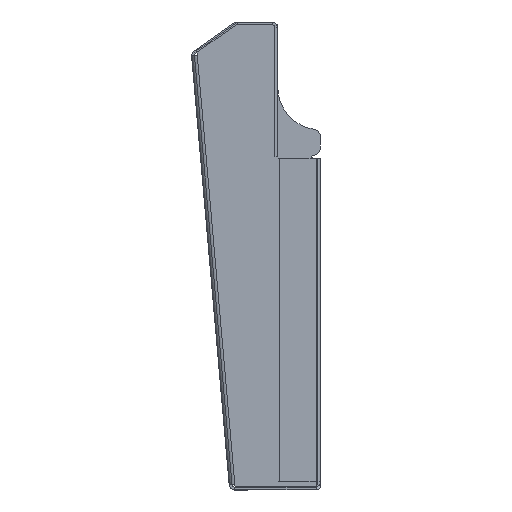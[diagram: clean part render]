
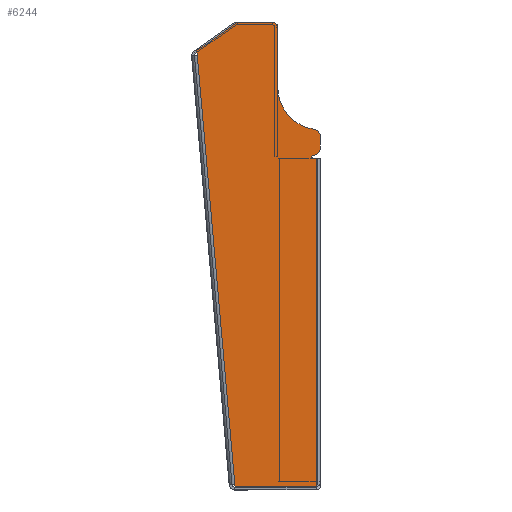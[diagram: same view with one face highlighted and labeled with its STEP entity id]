
A CAD part, left-side view. The second image highlights one B-rep face of the part: STEP entity #6244.
In plain terms, the highlighted planar face has unit normal (-1, 0, 0).
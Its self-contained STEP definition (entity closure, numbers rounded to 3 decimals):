
#39 = CARTESIAN_POINT ( 'NONE',  ( -255., 1.5, 49. ) ) ;
#85 = CARTESIAN_POINT ( 'NONE',  ( -255., 30.16, -66.087 ) ) ;
#156 = EDGE_CURVE ( 'NONE', #5652, #385, #1375, .T. ) ;
#228 = EDGE_CURVE ( 'NONE', #4467, #5652, #379, .T. ) ;
#319 = DIRECTION ( 'NONE',  ( 0., 0., -1. ) ) ;
#335 = EDGE_CURVE ( 'NONE', #4494, #3755, #5028, .T. ) ;
#379 = LINE ( 'NONE', #2314, #3510 ) ;
#385 = VERTEX_POINT ( 'NONE', #3143 ) ;
#532 = ORIENTED_EDGE ( 'NONE', *, *, #4145, .F. ) ;
#547 = LINE ( 'NONE', #3614, #5832 ) ;
#556 = CARTESIAN_POINT ( 'NONE',  ( -255., 35.669, -3.121 ) ) ;
#601 = AXIS2_PLACEMENT_3D ( 'NONE', #1992, #1500, #4411 ) ;
#635 = AXIS2_PLACEMENT_3D ( 'NONE', #4179, #6198, #2228 ) ;
#680 = VERTEX_POINT ( 'NONE', #4376 ) ;
#733 = CARTESIAN_POINT ( 'NONE',  ( -255., 0., 0. ) ) ;
#779 = ORIENTED_EDGE ( 'NONE', *, *, #4686, .T. ) ;
#861 = DIRECTION ( 'NONE',  ( -1., 0., 0. ) ) ;
#882 = CARTESIAN_POINT ( 'NONE',  ( -255., 30.086, -66.933 ) ) ;
#1033 = CARTESIAN_POINT ( 'NONE',  ( -255., 0., 52.5 ) ) ;
#1128 = CARTESIAN_POINT ( 'NONE',  ( -255., 0., 56.679 ) ) ;
#1186 = DIRECTION ( 'NONE',  ( -1., 0., 0. ) ) ;
#1219 = VECTOR ( 'NONE', #3110, 1000. ) ;
#1246 = VERTEX_POINT ( 'NONE', #1033 ) ;
#1256 = EDGE_CURVE ( 'NONE', #4154, #2448, #4979, .T. ) ;
#1291 = VERTEX_POINT ( 'NONE', #1128 ) ;
#1335 = VECTOR ( 'NONE', #319, 1000. ) ;
#1375 = LINE ( 'NONE', #5294, #1335 ) ;
#1383 = CIRCLE ( 'NONE', #2210, 2.5 ) ;
#1395 = EDGE_CURVE ( 'NONE', #5075, #4217, #4536, .T. ) ;
#1469 = DIRECTION ( 'NONE',  ( 0., 0., 1. ) ) ;
#1500 = DIRECTION ( 'NONE',  ( -1., 0., 0. ) ) ;
#1507 = ORIENTED_EDGE ( 'NONE', *, *, #228, .F. ) ;
#1630 = FACE_OUTER_BOUND ( 'NONE', #4407, .T. ) ;
#1631 = AXIS2_PLACEMENT_3D ( 'NONE', #5425, #5871, #3954 ) ;
#1648 = CARTESIAN_POINT ( 'NONE',  ( -255., 15., 74. ) ) ;
#1681 = ORIENTED_EDGE ( 'NONE', *, *, #2323, .T. ) ;
#1708 = VERTEX_POINT ( 'NONE', #4045 ) ;
#1748 = VECTOR ( 'NONE', #1469, 1000. ) ;
#1762 = DIRECTION ( 'NONE',  ( 0., 0., 1. ) ) ;
#1799 = LINE ( 'NONE', #3717, #2290 ) ;
#1804 = EDGE_CURVE ( 'NONE', #1708, #4015, #2063, .T. ) ;
#1884 = EDGE_CURVE ( 'NONE', #2135, #385, #5340, .T. ) ;
#1966 = VECTOR ( 'NONE', #2306, 1000. ) ;
#1992 = CARTESIAN_POINT ( 'NONE',  ( -255., 2.5, 56.679 ) ) ;
#2047 = AXIS2_PLACEMENT_3D ( 'NONE', #2307, #2852, #5288 ) ;
#2063 = LINE ( 'NONE', #5996, #2473 ) ;
#2135 = VERTEX_POINT ( 'NONE', #4106 ) ;
#2145 = CIRCLE ( 'NONE', #2047, 2.5 ) ;
#2210 = AXIS2_PLACEMENT_3D ( 'NONE', #3847, #861, #5738 ) ;
#2228 = DIRECTION ( 'NONE',  ( 0., 1., 0. ) ) ;
#2290 = VECTOR ( 'NONE', #2672, 1000. ) ;
#2306 = DIRECTION ( 'NONE',  ( 0., -1., 0. ) ) ;
#2307 = CARTESIAN_POINT ( 'NONE',  ( -255., 2.5, 52.5 ) ) ;
#2314 = CARTESIAN_POINT ( 'NONE',  ( -255., 0., 49. ) ) ;
#2323 = EDGE_CURVE ( 'NONE', #3755, #4015, #1383, .T. ) ;
#2346 = DIRECTION ( 'NONE',  ( 0., -1., 0. ) ) ;
#2446 = CARTESIAN_POINT ( 'NONE',  ( -255., 17.5, 97. ) ) ;
#2448 = VERTEX_POINT ( 'NONE', #3943 ) ;
#2473 = VECTOR ( 'NONE', #2724, 1000. ) ;
#2609 = EDGE_CURVE ( 'NONE', #1246, #1291, #5290, .T. ) ;
#2625 = VECTOR ( 'NONE', #1762, 1000. ) ;
#2657 = ORIENTED_EDGE ( 'NONE', *, *, #156, .F. ) ;
#2672 = DIRECTION ( 'NONE',  ( 0., -0.087, -0.996 ) ) ;
#2697 = DIRECTION ( 'NONE',  ( 0., 1., 0. ) ) ;
#2724 = DIRECTION ( 'NONE',  ( 0., -1., 0. ) ) ;
#2852 = DIRECTION ( 'NONE',  ( -1., 0., 0. ) ) ;
#2863 = ORIENTED_EDGE ( 'NONE', *, *, #1395, .F. ) ;
#2877 = ORIENTED_EDGE ( 'NONE', *, *, #3759, .T. ) ;
#2999 = VECTOR ( 'NONE', #6297, 1000. ) ;
#3110 = DIRECTION ( 'NONE',  ( 0., 0.087, 0.996 ) ) ;
#3142 = ORIENTED_EDGE ( 'NONE', *, *, #4833, .T. ) ;
#3143 = CARTESIAN_POINT ( 'NONE',  ( -255., 1.5, -66.933 ) ) ;
#3187 = AXIS2_PLACEMENT_3D ( 'NONE', #733, #5604, #2697 ) ;
#3334 = EDGE_CURVE ( 'NONE', #4217, #4467, #6192, .T. ) ;
#3478 = CARTESIAN_POINT ( 'NONE',  ( -255., 15., 0. ) ) ;
#3510 = VECTOR ( 'NONE', #2346, 1000. ) ;
#3552 = DIRECTION ( 'NONE',  ( 0., -0.819, 0.574 ) ) ;
#3560 = ORIENTED_EDGE ( 'NONE', *, *, #1256, .F. ) ;
#3595 = CARTESIAN_POINT ( 'NONE',  ( -255., 2.5, 49. ) ) ;
#3614 = CARTESIAN_POINT ( 'NONE',  ( -255., 43.545, 86.905 ) ) ;
#3717 = CARTESIAN_POINT ( 'NONE',  ( -255., 30.16, -66.087 ) ) ;
#3746 = CARTESIAN_POINT ( 'NONE',  ( -255., 2.5, 50. ) ) ;
#3755 = VERTEX_POINT ( 'NONE', #5611 ) ;
#3759 = EDGE_CURVE ( 'NONE', #4154, #2135, #1799, .T. ) ;
#3847 = CARTESIAN_POINT ( 'NONE',  ( -255., 17.5, 94.5 ) ) ;
#3943 = CARTESIAN_POINT ( 'NONE',  ( -255., 43.394, 85.18 ) ) ;
#3954 = DIRECTION ( 'NONE',  ( 0., -1., 0. ) ) ;
#4015 = VERTEX_POINT ( 'NONE', #2446 ) ;
#4045 = CARTESIAN_POINT ( 'NONE',  ( -255., 29.128, 97. ) ) ;
#4106 = CARTESIAN_POINT ( 'NONE',  ( -255., 30.086, -66.933 ) ) ;
#4145 = EDGE_CURVE ( 'NONE', #680, #1708, #547, .T. ) ;
#4154 = VERTEX_POINT ( 'NONE', #85 ) ;
#4159 = ORIENTED_EDGE ( 'NONE', *, *, #3334, .F. ) ;
#4179 = CARTESIAN_POINT ( 'NONE',  ( -255., 2.5, 49.5 ) ) ;
#4217 = VERTEX_POINT ( 'NONE', #5753 ) ;
#4316 = CARTESIAN_POINT ( 'NONE',  ( -255., 0., 88.976 ) ) ;
#4376 = CARTESIAN_POINT ( 'NONE',  ( -255., 43.545, 86.905 ) ) ;
#4407 = EDGE_LOOP ( 'NONE', ( #4447, #1681, #5900, #532, #4660, #3560, #2877, #5391, #2657, #1507, #4159, #2863, #5198, #5874, #3142, #779 ) ) ;
#4411 = DIRECTION ( 'NONE',  ( 0., -1., 0. ) ) ;
#4447 = ORIENTED_EDGE ( 'NONE', *, *, #335, .T. ) ;
#4467 = VERTEX_POINT ( 'NONE', #3595 ) ;
#4494 = VERTEX_POINT ( 'NONE', #1648 ) ;
#4499 = CARTESIAN_POINT ( 'NONE',  ( -255., 43.394, 85.18 ) ) ;
#4536 = CIRCLE ( 'NONE', #5569, 0.5 ) ;
#4660 = ORIENTED_EDGE ( 'NONE', *, *, #5410, .F. ) ;
#4686 = EDGE_CURVE ( 'NONE', #5774, #4494, #5646, .T. ) ;
#4828 = CIRCLE ( 'NONE', #601, 2.5 ) ;
#4833 = EDGE_CURVE ( 'NONE', #1291, #5774, #4828, .T. ) ;
#4979 = LINE ( 'NONE', #556, #2999 ) ;
#5028 = LINE ( 'NONE', #3478, #1748 ) ;
#5075 = VERTEX_POINT ( 'NONE', #3746 ) ;
#5086 = EDGE_CURVE ( 'NONE', #5075, #1246, #2145, .T. ) ;
#5154 = PLANE ( 'NONE',  #3187 ) ;
#5198 = ORIENTED_EDGE ( 'NONE', *, *, #5086, .T. ) ;
#5288 = DIRECTION ( 'NONE',  ( 0., -1., 0. ) ) ;
#5290 = LINE ( 'NONE', #4316, #2625 ) ;
#5294 = CARTESIAN_POINT ( 'NONE',  ( -255., 1.5, 49. ) ) ;
#5340 = LINE ( 'NONE', #882, #1966 ) ;
#5391 = ORIENTED_EDGE ( 'NONE', *, *, #1884, .T. ) ;
#5410 = EDGE_CURVE ( 'NONE', #2448, #680, #6011, .T. ) ;
#5425 = CARTESIAN_POINT ( 'NONE',  ( -255., 0., 74. ) ) ;
#5569 = AXIS2_PLACEMENT_3D ( 'NONE', #5586, #1186, #6001 ) ;
#5586 = CARTESIAN_POINT ( 'NONE',  ( -255., 2.5, 49.5 ) ) ;
#5604 = DIRECTION ( 'NONE',  ( -1., 0., 0. ) ) ;
#5611 = CARTESIAN_POINT ( 'NONE',  ( -255., 15., 94.5 ) ) ;
#5646 = CIRCLE ( 'NONE', #1631, 15. ) ;
#5652 = VERTEX_POINT ( 'NONE', #39 ) ;
#5738 = DIRECTION ( 'NONE',  ( 0., -1., 0. ) ) ;
#5753 = CARTESIAN_POINT ( 'NONE',  ( -255., 3., 49.5 ) ) ;
#5774 = VERTEX_POINT ( 'NONE', #5844 ) ;
#5832 = VECTOR ( 'NONE', #3552, 1000. ) ;
#5844 = CARTESIAN_POINT ( 'NONE',  ( -255., 2.143, 59.154 ) ) ;
#5871 = DIRECTION ( 'NONE',  ( 1., 0., 0. ) ) ;
#5874 = ORIENTED_EDGE ( 'NONE', *, *, #2609, .T. ) ;
#5900 = ORIENTED_EDGE ( 'NONE', *, *, #1804, .F. ) ;
#5996 = CARTESIAN_POINT ( 'NONE',  ( -255., 29.128, 97. ) ) ;
#6001 = DIRECTION ( 'NONE',  ( 0., 1., 0. ) ) ;
#6011 = LINE ( 'NONE', #4499, #1219 ) ;
#6192 = CIRCLE ( 'NONE', #635, 0.5 ) ;
#6198 = DIRECTION ( 'NONE',  ( -1., 0., 0. ) ) ;
#6244 = ADVANCED_FACE ( 'NONE', ( #1630 ), #5154, .T. ) ;
#6297 = DIRECTION ( 'NONE',  ( 0., 0.087, 0.996 ) ) ;
